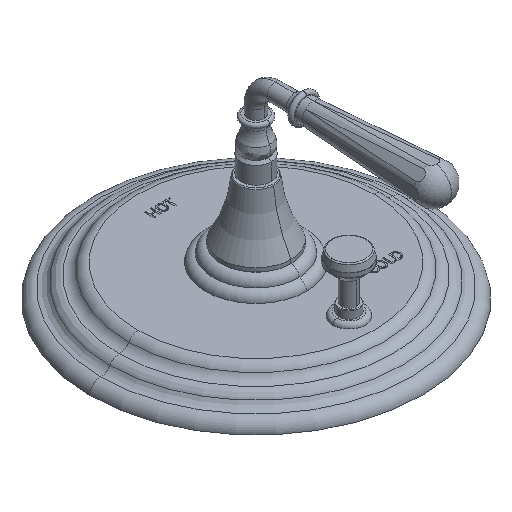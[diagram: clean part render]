
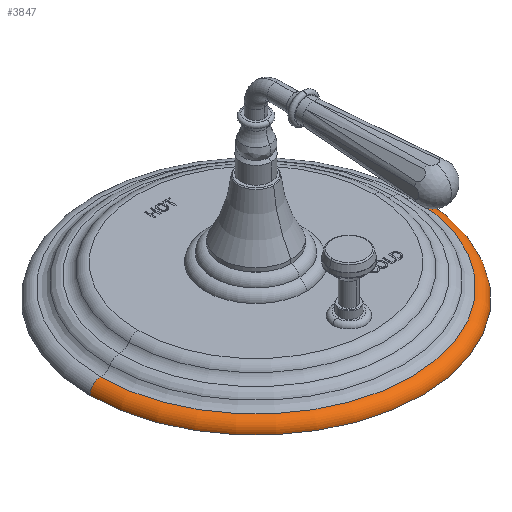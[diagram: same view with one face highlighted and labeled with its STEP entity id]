
A CAD part, isometric view. The second image highlights one B-rep face of the part: STEP entity #3847.
In plain terms, the highlighted toroidal (fillet/blend) face has major radius 92.075 mm and minor radius 6.35 mm.
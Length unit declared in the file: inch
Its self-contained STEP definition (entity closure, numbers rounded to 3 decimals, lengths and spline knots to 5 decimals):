
#2=CARTESIAN_POINT('',(0.,0.,0.));
#3=DIRECTION('',(0.,0.,-1.));
#4=DIRECTION('',(1.,0.,0.));
#5=AXIS2_PLACEMENT_3D('',#2,#3,#4);
#12=CARTESIAN_POINT('',(3.625,0.,0.));
#13=DIRECTION('',(0.,-1.,0.));
#14=DIRECTION('',(1.,0.,0.));
#15=AXIS2_PLACEMENT_3D('',#12,#13,#14);
#17=CARTESIAN_POINT('',(-3.625,0.,0.));
#18=DIRECTION('',(0.,1.,0.));
#19=DIRECTION('',(-1.,0.,0.));
#20=AXIS2_PLACEMENT_3D('',#17,#18,#19);
#37=CARTESIAN_POINT('',(0.,0.,0.25));
#38=DIRECTION('',(0.,0.,-1.));
#39=DIRECTION('',(1.,0.,0.));
#40=AXIS2_PLACEMENT_3D('',#37,#38,#39);
#3150=CARTESIAN_POINT('',(3.625,0.,0.25));
#3152=VERTEX_POINT('',#3150);
#3160=CARTESIAN_POINT('',(-3.625,0.,0.25));
#3162=VERTEX_POINT('',#3160);
#3622=CARTESIAN_POINT('',(3.875,0.,0.));
#3623=CARTESIAN_POINT('',(-3.875,0.,0.));
#3624=VERTEX_POINT('',#3622);
#3625=VERTEX_POINT('',#3623);
#3832=CARTESIAN_POINT('',(0.,0.,0.));
#3833=DIRECTION('',(0.,0.,-1.));
#3834=DIRECTION('',(-1.,0.,0.));
#3835=AXIS2_PLACEMENT_3D('',#3832,#3833,#3834);
#3836=TOROIDAL_SURFACE('',#3835,3.625,0.25);
#3838=ORIENTED_EDGE('',*,*,#3837,.T.);
#3840=ORIENTED_EDGE('',*,*,#3839,.T.);
#3842=ORIENTED_EDGE('',*,*,#3841,.F.);
#3844=ORIENTED_EDGE('',*,*,#3843,.F.);
#3845=EDGE_LOOP('',(#3838,#3840,#3842,#3844));
#3846=FACE_OUTER_BOUND('',#3845,.F.);
#3847=ADVANCED_FACE('',(#3846),#3836,.T.);
#6=CIRCLE('',#5,3.875);
#16=CIRCLE('',#15,0.25);
#21=CIRCLE('',#20,0.25);
#41=CIRCLE('',#40,3.625);
#3837=EDGE_CURVE('',#3624,#3625,#6,.T.);
#3839=EDGE_CURVE('',#3625,#3162,#21,.T.);
#3841=EDGE_CURVE('',#3152,#3162,#41,.T.);
#3843=EDGE_CURVE('',#3624,#3152,#16,.T.);
